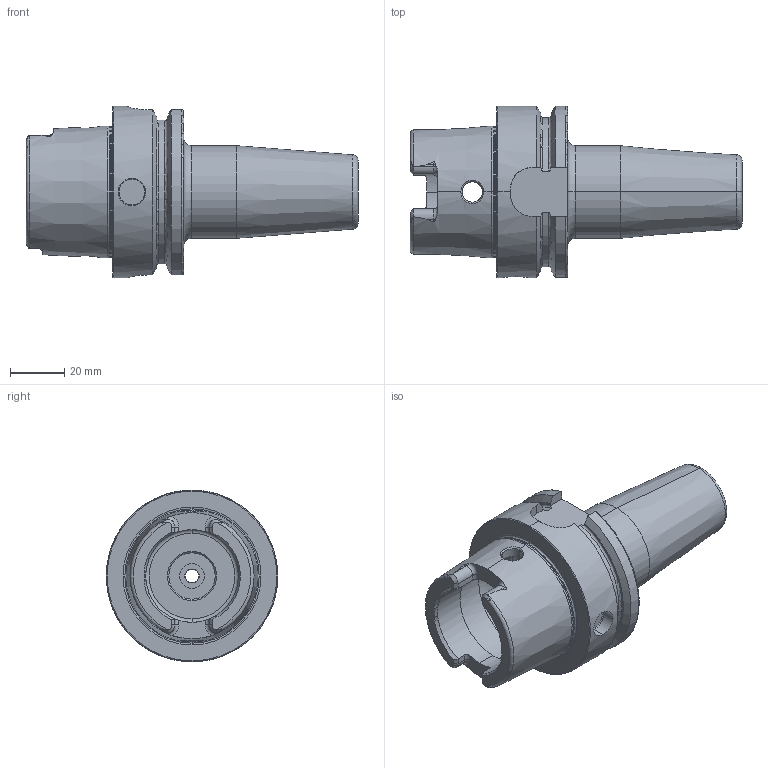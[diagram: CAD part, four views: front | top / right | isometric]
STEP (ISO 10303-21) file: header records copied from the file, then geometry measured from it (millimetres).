
FILE_DESCRIPTION (( 'STEP AP214' ), '1' );
FILE_NAME ('HA6-S14.K01.090.STEP', '2015-02-12T13:02:24', ( 'SWIAdmin' ), ( 'Hewlett-Packard Company' ), 'SwSTEP 2.0', 'SolidWorks 2012', '' );
FILE_SCHEMA (( 'AUTOMOTIVE_DESIGN' ));
Length unit declared in the file: millimetre
Products named in the file (3): ERU-AN4.K01.020_A; HA6-S14.K01.090_B_Fertigbearbeitung; HA6-S14.K01.090
Assembly tree (2 placements, depth 2):
  HA6-S14.K01.090
    HA6-S14.K01.090_B_Fertigbearbeitung
    ERU-AN4.K01.020_A
Bounding box: 121.9 x 63 x 63 mm (x, y, z)
Volume: 123980.7 mm3; surface area: 31819.4 mm2
Topology: 2 solids, 2 shells, 228 faces, 579 edges, 358 vertices
Faces by surface type: plane 82, cylinder 59, torus 39, cone 39, bspline 9
Entity records: 9609 total; most frequent: CARTESIAN_POINT 2886, ORIENTED_EDGE 1158, DIRECTION 1100, EDGE_CURVE 579, AXIS2_PLACEMENT_3D 436, VERTEX_POINT 358, EDGE_LOOP 239, FACE_OUTER_BOUND 228
